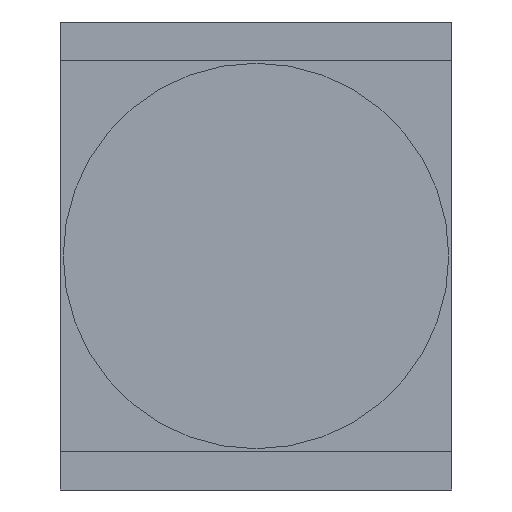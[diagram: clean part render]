
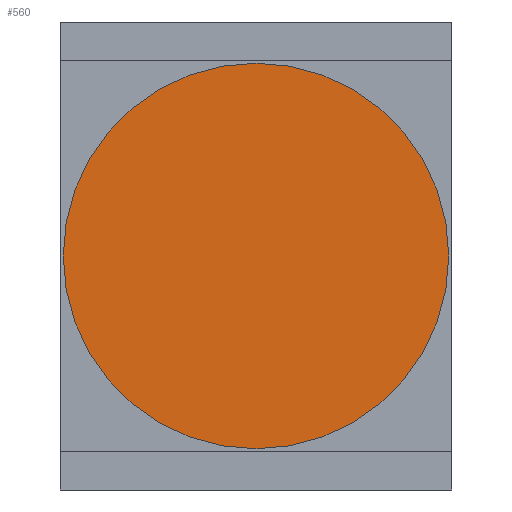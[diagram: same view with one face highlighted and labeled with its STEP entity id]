
A CAD part, left-side view. The second image highlights one B-rep face of the part: STEP entity #560.
In plain terms, the highlighted planar face has unit normal (-1, 0, 0).
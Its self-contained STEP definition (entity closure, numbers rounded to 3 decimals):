
#57 = CIRCLE ( 'NONE', #575, 9.268 ) ;
#58 = AXIS2_PLACEMENT_3D ( 'NONE', #237, #104, #192 ) ;
#60 = FACE_OUTER_BOUND ( 'NONE', #172, .T. ) ;
#65 = CARTESIAN_POINT ( 'NONE',  ( -45.2, 9.4, -9.268 ) ) ;
#75 = CARTESIAN_POINT ( 'NONE',  ( -45.2, 9.4, 0. ) ) ;
#83 = DIRECTION ( 'NONE',  ( 0., 0., 1. ) ) ;
#104 = DIRECTION ( 'NONE',  ( -1., 0., 0. ) ) ;
#135 = EDGE_CURVE ( 'NONE', #301, #494, #57, .T. ) ;
#140 = CARTESIAN_POINT ( 'NONE',  ( -45.2, 9.4, 0. ) ) ;
#146 = EDGE_CURVE ( 'NONE', #494, #301, #391, .T. ) ;
#172 = EDGE_LOOP ( 'NONE', ( #524, #347 ) ) ;
#192 = DIRECTION ( 'NONE',  ( 0., 0., 1. ) ) ;
#230 = CARTESIAN_POINT ( 'NONE',  ( -45.2, 9.4, 9.268 ) ) ;
#237 = CARTESIAN_POINT ( 'NONE',  ( -45.2, 9.4, 0. ) ) ;
#253 = DIRECTION ( 'NONE',  ( 0., 0., 1. ) ) ;
#255 = AXIS2_PLACEMENT_3D ( 'NONE', #140, #545, #83 ) ;
#301 = VERTEX_POINT ( 'NONE', #230 ) ;
#347 = ORIENTED_EDGE ( 'NONE', *, *, #135, .T. ) ;
#391 = CIRCLE ( 'NONE', #255, 9.268 ) ;
#420 = PLANE ( 'NONE',  #58 ) ;
#478 = DIRECTION ( 'NONE',  ( -1., 0., 0. ) ) ;
#494 = VERTEX_POINT ( 'NONE', #65 ) ;
#524 = ORIENTED_EDGE ( 'NONE', *, *, #146, .T. ) ;
#545 = DIRECTION ( 'NONE',  ( -1., 0., 0. ) ) ;
#560 = ADVANCED_FACE ( 'NONE', ( #60 ), #420, .T. ) ;
#575 = AXIS2_PLACEMENT_3D ( 'NONE', #75, #478, #253 ) ;
